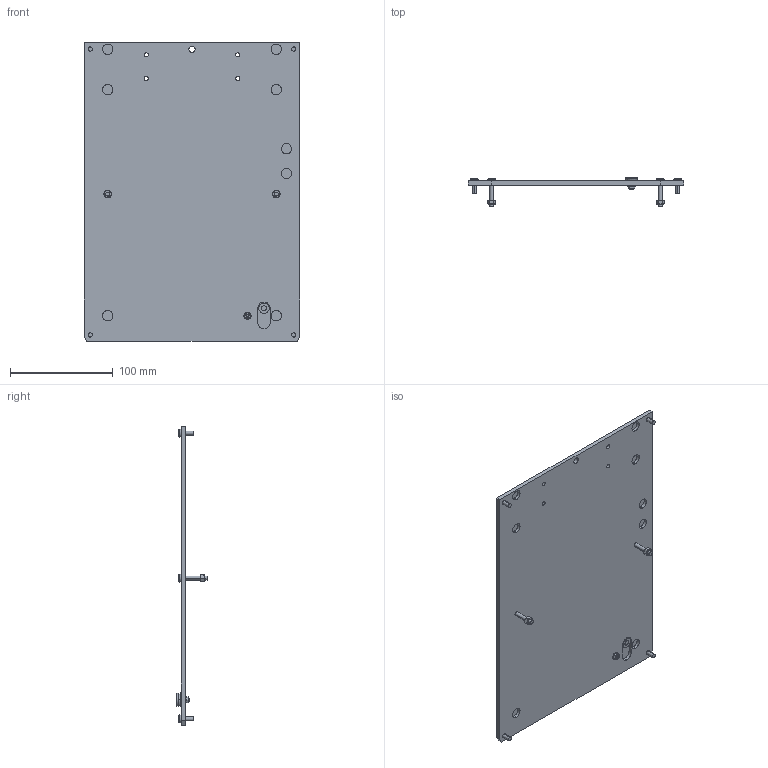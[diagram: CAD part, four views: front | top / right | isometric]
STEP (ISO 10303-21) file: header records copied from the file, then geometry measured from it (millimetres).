
FILE_DESCRIPTION (( 'STEP AP214' ), '1' );
FILE_NAME ('INGUN_41811.STEP', '2024-08-05T08:21:30', ( '' ), ( '' ), 'SwSTEP 2.0', 'SolidWorks 2021', '' );
FILE_SCHEMA (( 'AUTOMOTIVE_DESIGN' ));
Length unit declared in the file: millimetre
Products named in the file (11): DIN934~n_M04,0; DIN7991~n_M03,0x010 VA; 38205~0_ S; DIN125~n_03,2 M03,0; 41808~5_S; DIN934~n_M03,0; DIN988~n_05x10x0,3; 39695~0_S; 38201~0_ S; INGUN_41811; 48213~0_S
Assembly tree (15 placements, depth 2):
  INGUN_41811
    41808~5_S
    39695~0_S
    38205~0_ S  x2
    DIN934~n_M04,0  x2
    38201~0_ S  x4
    DIN988~n_05x10x0,3
    DIN7991~n_M03,0x010 VA
    DIN934~n_M03,0
    DIN125~n_03,2 M03,0
    48213~0_S
Bounding box: 210 x 29.2 x 290 mm (x, y, z)
Volume: 243086.6 mm3; surface area: 136114 mm2
Topology: 15 solids, 15 shells, 1809 faces, 4783 edges, 3182 vertices
Faces by surface type: bspline 821, plane 820, cylinder 102, cone 54, torus 12
Entity records: 107929 total; most frequent: CARTESIAN_POINT 53271, ORIENTED_EDGE 9222, DIRECTION 5013, EDGE_CURVE 4611, VERTEX_POINT 3070, LINE 2677, VECTOR 2677, EDGE_LOOP 1943
